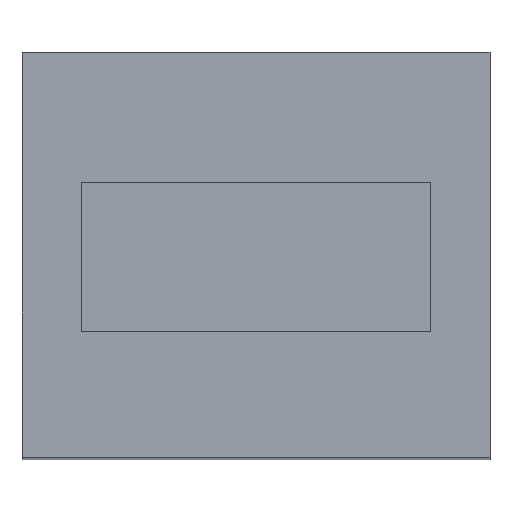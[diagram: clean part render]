
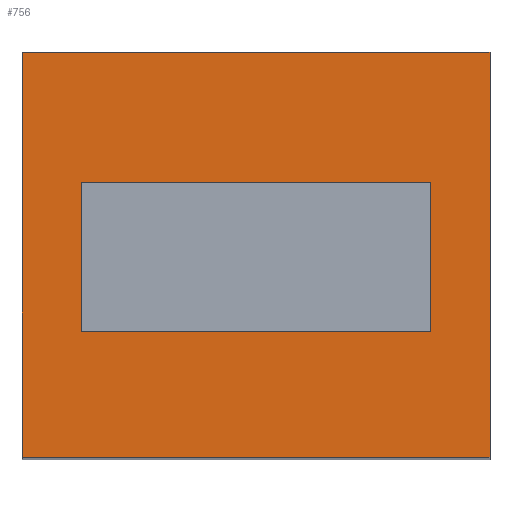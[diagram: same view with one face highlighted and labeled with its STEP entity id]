
A CAD part, top view. The second image highlights one B-rep face of the part: STEP entity #756.
In plain terms, the highlighted planar face has unit normal (0, 0, 1).
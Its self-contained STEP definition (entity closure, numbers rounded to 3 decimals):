
#35=FACE_BOUND('',#125,.T.);
#76=FACE_OUTER_BOUND('',#124,.T.);
#124=EDGE_LOOP('',(#639,#640,#641,#642));
#125=EDGE_LOOP('',(#643,#644,#645,#646));
#207=LINE('',#1181,#299);
#210=LINE('',#1186,#302);
#212=LINE('',#1190,#304);
#214=LINE('',#1193,#306);
#219=LINE('',#1205,#311);
#220=LINE('',#1207,#312);
#221=LINE('',#1209,#313);
#222=LINE('',#1210,#314);
#299=VECTOR('',#974,10.);
#302=VECTOR('',#979,10.);
#304=VECTOR('',#983,10.);
#306=VECTOR('',#987,10.);
#311=VECTOR('',#1000,10.);
#312=VECTOR('',#1001,10.);
#313=VECTOR('',#1002,10.);
#314=VECTOR('',#1003,10.);
#374=VERTEX_POINT('',#1179);
#375=VERTEX_POINT('',#1180);
#376=VERTEX_POINT('',#1185);
#377=VERTEX_POINT('',#1189);
#379=VERTEX_POINT('',#1203);
#380=VERTEX_POINT('',#1204);
#381=VERTEX_POINT('',#1206);
#382=VERTEX_POINT('',#1208);
#463=EDGE_CURVE('',#374,#375,#207,.T.);
#466=EDGE_CURVE('',#375,#376,#210,.T.);
#468=EDGE_CURVE('',#376,#377,#212,.T.);
#470=EDGE_CURVE('',#377,#374,#214,.T.);
#475=EDGE_CURVE('',#379,#380,#219,.T.);
#476=EDGE_CURVE('',#380,#381,#220,.T.);
#477=EDGE_CURVE('',#382,#381,#221,.T.);
#478=EDGE_CURVE('',#379,#382,#222,.T.);
#639=ORIENTED_EDGE('',*,*,#475,.T.);
#640=ORIENTED_EDGE('',*,*,#476,.T.);
#641=ORIENTED_EDGE('',*,*,#477,.F.);
#642=ORIENTED_EDGE('',*,*,#478,.F.);
#643=ORIENTED_EDGE('',*,*,#468,.T.);
#644=ORIENTED_EDGE('',*,*,#470,.T.);
#645=ORIENTED_EDGE('',*,*,#463,.T.);
#646=ORIENTED_EDGE('',*,*,#466,.T.);
#716=PLANE('',#827);
#756=ADVANCED_FACE('',(#76,#35),#716,.T.);
#827=AXIS2_PLACEMENT_3D('',#1202,#998,#999);
#974=DIRECTION('',(1.,0.,0.));
#979=DIRECTION('',(0.,-1.,0.));
#983=DIRECTION('',(-1.,0.,0.));
#987=DIRECTION('',(0.,1.,0.));
#998=DIRECTION('center_axis',(0.,0.,1.));
#999=DIRECTION('ref_axis',(1.,0.,0.));
#1000=DIRECTION('',(1.,0.,0.));
#1001=DIRECTION('',(0.,1.,0.));
#1002=DIRECTION('',(1.,0.,0.));
#1003=DIRECTION('',(0.,1.,0.));
#1179=CARTESIAN_POINT('',(-23.5,37.,86.5));
#1180=CARTESIAN_POINT('',(23.5,37.,86.5));
#1181=CARTESIAN_POINT('',(-4.,37.,86.5));
#1185=CARTESIAN_POINT('',(23.5,17.,86.5));
#1186=CARTESIAN_POINT('',(23.5,8.5,86.5));
#1189=CARTESIAN_POINT('',(-23.5,17.,86.5));
#1190=CARTESIAN_POINT('',(-27.5,17.,86.5));
#1193=CARTESIAN_POINT('',(-23.5,18.5,86.5));
#1202=CARTESIAN_POINT('Origin',(-31.5,0.,86.5));
#1203=CARTESIAN_POINT('',(-31.5,0.,86.5));
#1204=CARTESIAN_POINT('',(31.5,0.,86.5));
#1205=CARTESIAN_POINT('',(-31.5,0.,86.5));
#1206=CARTESIAN_POINT('',(31.5,54.5,86.5));
#1207=CARTESIAN_POINT('',(31.5,0.,86.5));
#1208=CARTESIAN_POINT('',(-31.5,54.5,86.5));
#1209=CARTESIAN_POINT('',(-31.5,54.5,86.5));
#1210=CARTESIAN_POINT('',(-31.5,0.,86.5));
